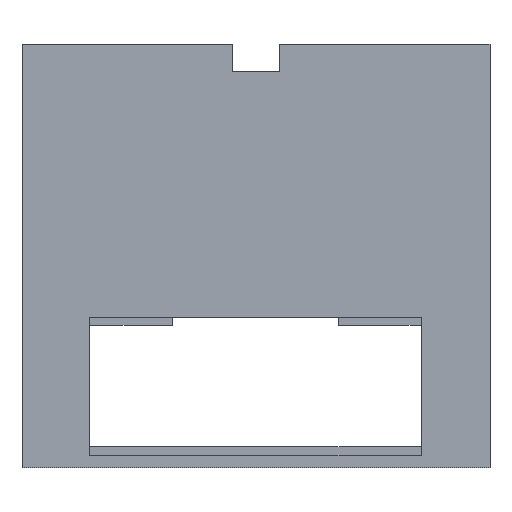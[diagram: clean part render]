
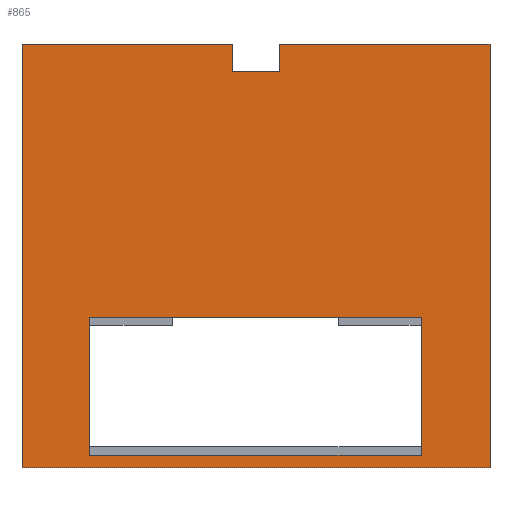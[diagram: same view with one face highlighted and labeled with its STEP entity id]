
A CAD part, top view. The second image highlights one B-rep face of the part: STEP entity #865.
In plain terms, the highlighted planar face has unit normal (0, 0, 1).
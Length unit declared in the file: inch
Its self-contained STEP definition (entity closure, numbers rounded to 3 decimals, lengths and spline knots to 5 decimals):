
#34 = CARTESIAN_POINT ( 'NONE',  ( 2.64072, 7.07802, 1. ) ) ;
#40 = LINE ( 'NONE', #49, #885 ) ;
#43 = CARTESIAN_POINT ( 'NONE',  ( -1.1647, 7.07802, 1. ) ) ;
#44 = VERTEX_POINT ( 'NONE', #398 ) ;
#49 = CARTESIAN_POINT ( 'NONE',  ( 6.05964, 2.1391, 1. ) ) ;
#70 = CARTESIAN_POINT ( 'NONE',  ( -1.1647, -0.58602, 1. ) ) ;
#71 = EDGE_CURVE ( 'NONE', #117, #1158, #1305, .T. ) ;
#86 = LINE ( 'NONE', #228, #1266 ) ;
#98 = DIRECTION ( 'NONE',  ( -1., 0., 0. ) ) ;
#117 = VERTEX_POINT ( 'NONE', #1122 ) ;
#132 = CARTESIAN_POINT ( 'NONE',  ( 0.05964, -0.3609, 1. ) ) ;
#133 = DIRECTION ( 'NONE',  ( -1., 0., 0. ) ) ;
#178 = CARTESIAN_POINT ( 'NONE',  ( 2.64072, 6.58145, 1. ) ) ;
#193 = CARTESIAN_POINT ( 'NONE',  ( 3.49577, 6.58145, 1. ) ) ;
#228 = CARTESIAN_POINT ( 'NONE',  ( 6.05964, -0.3609, 1. ) ) ;
#268 = LINE ( 'NONE', #658, #605 ) ;
#275 = CARTESIAN_POINT ( 'NONE',  ( 0., 0., 1. ) ) ;
#299 = VERTEX_POINT ( 'NONE', #132 ) ;
#311 = EDGE_CURVE ( 'NONE', #299, #435, #268, .T. ) ;
#318 = VERTEX_POINT ( 'NONE', #791 ) ;
#343 = LINE ( 'NONE', #70, #719 ) ;
#393 = EDGE_CURVE ( 'NONE', #318, #1634, #930, .T. ) ;
#396 = LINE ( 'NONE', #538, #1130 ) ;
#398 = CARTESIAN_POINT ( 'NONE',  ( 7.30643, -0.58602, 1. ) ) ;
#404 = FACE_OUTER_BOUND ( 'NONE', #1362, .T. ) ;
#413 = VECTOR ( 'NONE', #734, 39.37008 ) ;
#433 = ORIENTED_EDGE ( 'NONE', *, *, #515, .T. ) ;
#435 = VERTEX_POINT ( 'NONE', #1211 ) ;
#473 = VECTOR ( 'NONE', #98, 39.37008 ) ;
#485 = LINE ( 'NONE', #1274, #639 ) ;
#505 = EDGE_LOOP ( 'NONE', ( #985, #1685, #581, #1656 ) ) ;
#515 = EDGE_CURVE ( 'NONE', #1387, #736, #485, .T. ) ;
#538 = CARTESIAN_POINT ( 'NONE',  ( 7.30643, 7.07802, 1. ) ) ;
#555 = EDGE_CURVE ( 'NONE', #1467, #933, #1413, .T. ) ;
#581 = ORIENTED_EDGE ( 'NONE', *, *, #311, .T. ) ;
#597 = ORIENTED_EDGE ( 'NONE', *, *, #1057, .T. ) ;
#605 = VECTOR ( 'NONE', #1163, 39.37008 ) ;
#630 = DIRECTION ( 'NONE',  ( 0., -1., 0. ) ) ;
#639 = VECTOR ( 'NONE', #844, 39.37008 ) ;
#654 = LINE ( 'NONE', #1173, #1721 ) ;
#658 = CARTESIAN_POINT ( 'NONE',  ( 0.05964, 2.1391, 1. ) ) ;
#677 = ORIENTED_EDGE ( 'NONE', *, *, #1193, .T. ) ;
#719 = VECTOR ( 'NONE', #725, 39.37008 ) ;
#725 = DIRECTION ( 'NONE',  ( 1., 0., 0. ) ) ;
#734 = DIRECTION ( 'NONE',  ( 0., -1., 0. ) ) ;
#736 = VERTEX_POINT ( 'NONE', #921 ) ;
#737 = DIRECTION ( 'NONE',  ( 1., 0., 0. ) ) ;
#776 = LINE ( 'NONE', #1028, #936 ) ;
#791 = CARTESIAN_POINT ( 'NONE',  ( 2.64072, 6.58145, 1. ) ) ;
#794 = ORIENTED_EDGE ( 'NONE', *, *, #1682, .T. ) ;
#799 = DIRECTION ( 'NONE',  ( 1., 0., 0. ) ) ;
#844 = DIRECTION ( 'NONE',  ( -1., 0., 0. ) ) ;
#865 = ADVANCED_FACE ( 'NONE', ( #404, #928 ), #1460, .T. ) ;
#885 = VECTOR ( 'NONE', #737, 39.37008 ) ;
#902 = DIRECTION ( 'NONE',  ( 0., -1., 0. ) ) ;
#921 = CARTESIAN_POINT ( 'NONE',  ( 3.49577, 7.07802, 1. ) ) ;
#928 = FACE_BOUND ( 'NONE', #505, .T. ) ;
#930 = LINE ( 'NONE', #178, #1411 ) ;
#933 = VERTEX_POINT ( 'NONE', #1002 ) ;
#936 = VECTOR ( 'NONE', #630, 39.37008 ) ;
#944 = DIRECTION ( 'NONE',  ( 0., 0., 1. ) ) ;
#981 = EDGE_CURVE ( 'NONE', #1634, #1467, #1445, .T. ) ;
#985 = ORIENTED_EDGE ( 'NONE', *, *, #71, .T. ) ;
#999 = ORIENTED_EDGE ( 'NONE', *, *, #555, .T. ) ;
#1002 = CARTESIAN_POINT ( 'NONE',  ( -1.1647, -0.58602, 1. ) ) ;
#1016 = EDGE_CURVE ( 'NONE', #736, #1243, #776, .T. ) ;
#1028 = CARTESIAN_POINT ( 'NONE',  ( 3.49577, 6.58145, 1. ) ) ;
#1037 = CARTESIAN_POINT ( 'NONE',  ( 6.05964, 2.1391, 1. ) ) ;
#1057 = EDGE_CURVE ( 'NONE', #1243, #318, #654, .T. ) ;
#1122 = CARTESIAN_POINT ( 'NONE',  ( 6.05964, 2.1391, 1. ) ) ;
#1130 = VECTOR ( 'NONE', #1593, 39.37008 ) ;
#1138 = CARTESIAN_POINT ( 'NONE',  ( -1.1647, 7.07802, 1. ) ) ;
#1153 = VECTOR ( 'NONE', #902, 39.37008 ) ;
#1158 = VERTEX_POINT ( 'NONE', #1452 ) ;
#1163 = DIRECTION ( 'NONE',  ( 0., 1., 0. ) ) ;
#1165 = DIRECTION ( 'NONE',  ( -1., 0., 0. ) ) ;
#1173 = CARTESIAN_POINT ( 'NONE',  ( 2.64072, 6.58145, 1. ) ) ;
#1193 = EDGE_CURVE ( 'NONE', #44, #1387, #396, .T. ) ;
#1211 = CARTESIAN_POINT ( 'NONE',  ( 0.05964, 2.1391, 1. ) ) ;
#1221 = DIRECTION ( 'NONE',  ( 0., 1., 0. ) ) ;
#1243 = VERTEX_POINT ( 'NONE', #193 ) ;
#1251 = EDGE_CURVE ( 'NONE', #435, #117, #40, .T. ) ;
#1266 = VECTOR ( 'NONE', #133, 39.37008 ) ;
#1274 = CARTESIAN_POINT ( 'NONE',  ( -1.1647, 7.07802, 1. ) ) ;
#1305 = LINE ( 'NONE', #1037, #1153 ) ;
#1362 = EDGE_LOOP ( 'NONE', ( #1453, #1423, #999, #794, #677, #433, #1394, #597 ) ) ;
#1387 = VERTEX_POINT ( 'NONE', #1588 ) ;
#1394 = ORIENTED_EDGE ( 'NONE', *, *, #1016, .T. ) ;
#1395 = EDGE_CURVE ( 'NONE', #1158, #299, #86, .T. ) ;
#1411 = VECTOR ( 'NONE', #1221, 39.37008 ) ;
#1413 = LINE ( 'NONE', #1138, #413 ) ;
#1423 = ORIENTED_EDGE ( 'NONE', *, *, #981, .T. ) ;
#1445 = LINE ( 'NONE', #1686, #473 ) ;
#1452 = CARTESIAN_POINT ( 'NONE',  ( 6.05964, -0.3609, 1. ) ) ;
#1453 = ORIENTED_EDGE ( 'NONE', *, *, #393, .T. ) ;
#1460 = PLANE ( 'NONE',  #1525 ) ;
#1467 = VERTEX_POINT ( 'NONE', #43 ) ;
#1525 = AXIS2_PLACEMENT_3D ( 'NONE', #275, #944, #799 ) ;
#1588 = CARTESIAN_POINT ( 'NONE',  ( 7.30643, 7.07802, 1. ) ) ;
#1593 = DIRECTION ( 'NONE',  ( 0., 1., 0. ) ) ;
#1634 = VERTEX_POINT ( 'NONE', #34 ) ;
#1656 = ORIENTED_EDGE ( 'NONE', *, *, #1251, .T. ) ;
#1682 = EDGE_CURVE ( 'NONE', #933, #44, #343, .T. ) ;
#1685 = ORIENTED_EDGE ( 'NONE', *, *, #1395, .T. ) ;
#1686 = CARTESIAN_POINT ( 'NONE',  ( -1.1647, 7.07802, 1. ) ) ;
#1721 = VECTOR ( 'NONE', #1165, 39.37008 ) ;
